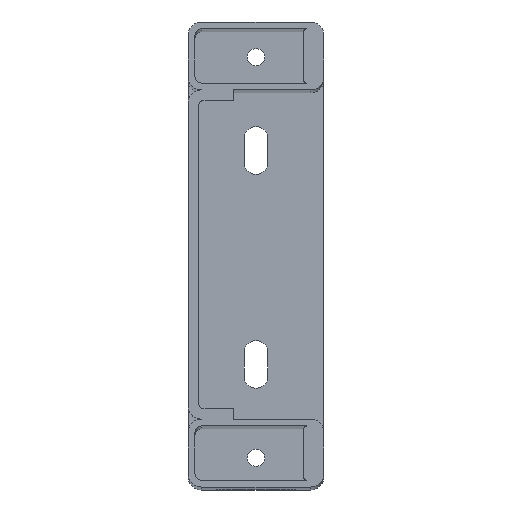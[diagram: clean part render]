
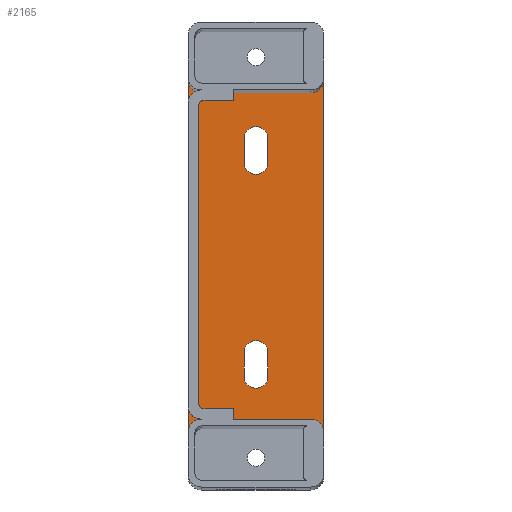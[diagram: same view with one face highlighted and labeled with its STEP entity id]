
A CAD part, top view. The second image highlights one B-rep face of the part: STEP entity #2165.
In plain terms, the highlighted planar face has unit normal (0, 0, 1).
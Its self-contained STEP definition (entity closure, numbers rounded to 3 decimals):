
#289=DIRECTION('',(1.,0.,0.));
#290=VECTOR('',#289,32.);
#291=CARTESIAN_POINT('',(-16.,-10.,0.));
#292=LINE('',#291,#290);
#413=DIRECTION('',(0.,-1.,0.));
#414=VECTOR('',#413,105.);
#415=CARTESIAN_POINT('',(-20.,-6.,0.));
#416=LINE('',#415,#414);
#425=CARTESIAN_POINT('',(16.,-111.,0.));
#426=DIRECTION('',(0.,0.,1.));
#427=DIRECTION('',(1.,0.,0.));
#428=AXIS2_PLACEMENT_3D('',#425,#426,#427);
#430=DIRECTION('',(-1.,0.,0.));
#431=VECTOR('',#430,32.);
#432=CARTESIAN_POINT('',(16.,-107.,0.));
#433=LINE('',#432,#431);
#434=CARTESIAN_POINT('',(-16.,-111.,0.));
#435=DIRECTION('',(0.,0.,1.));
#436=DIRECTION('',(0.,1.,0.));
#437=AXIS2_PLACEMENT_3D('',#434,#435,#436);
#495=DIRECTION('',(0.,1.,0.));
#496=VECTOR('',#495,7.);
#497=CARTESIAN_POINT('',(-3.5,-30.5,0.));
#498=LINE('',#497,#496);
#499=CARTESIAN_POINT('',(0.,-30.5,0.));
#500=DIRECTION('',(0.,0.,-1.));
#501=DIRECTION('',(1.,0.,0.));
#502=AXIS2_PLACEMENT_3D('',#499,#500,#501);
#504=DIRECTION('',(0.,-1.,0.));
#505=VECTOR('',#504,7.);
#506=CARTESIAN_POINT('',(3.5,-23.5,0.));
#507=LINE('',#506,#505);
#508=CARTESIAN_POINT('',(0.,-23.5,0.));
#509=DIRECTION('',(0.,0.,-1.));
#510=DIRECTION('',(-1.,0.,0.));
#511=AXIS2_PLACEMENT_3D('',#508,#509,#510);
#513=CARTESIAN_POINT('',(0.,-86.5,0.));
#514=DIRECTION('',(0.,0.,-1.));
#515=DIRECTION('',(-1.,0.,0.));
#516=AXIS2_PLACEMENT_3D('',#513,#514,#515);
#518=DIRECTION('',(0.,1.,0.));
#519=VECTOR('',#518,7.);
#520=CARTESIAN_POINT('',(-3.5,-93.5,0.));
#521=LINE('',#520,#519);
#522=CARTESIAN_POINT('',(0.,-93.5,0.));
#523=DIRECTION('',(0.,0.,-1.));
#524=DIRECTION('',(1.,0.,0.));
#525=AXIS2_PLACEMENT_3D('',#522,#523,#524);
#527=DIRECTION('',(0.,-1.,0.));
#528=VECTOR('',#527,7.);
#529=CARTESIAN_POINT('',(3.5,-86.5,0.));
#530=LINE('',#529,#528);
#722=DIRECTION('',(0.,-1.,0.));
#723=VECTOR('',#722,105.);
#724=CARTESIAN_POINT('',(20.,-6.,0.));
#725=LINE('',#724,#723);
#1240=CARTESIAN_POINT('',(16.,-6.,0.));
#1241=DIRECTION('',(0.,0.,1.));
#1242=DIRECTION('',(0.,-1.,0.));
#1243=AXIS2_PLACEMENT_3D('',#1240,#1241,#1242);
#1288=CARTESIAN_POINT('',(-16.,-6.,0.));
#1289=DIRECTION('',(0.,0.,1.));
#1290=DIRECTION('',(-1.,0.,0.));
#1291=AXIS2_PLACEMENT_3D('',#1288,#1289,#1290);
#1331=CARTESIAN_POINT('',(16.,-10.,0.));
#1332=VERTEX_POINT('',#1331);
#1333=CARTESIAN_POINT('',(20.,-6.,0.));
#1334=VERTEX_POINT('',#1333);
#1335=CARTESIAN_POINT('',(-20.,-6.,0.));
#1336=VERTEX_POINT('',#1335);
#1343=CARTESIAN_POINT('',(-16.,-10.,0.));
#1344=VERTEX_POINT('',#1343);
#1393=CARTESIAN_POINT('',(20.,-111.,0.));
#1394=CARTESIAN_POINT('',(16.,-107.,0.));
#1395=VERTEX_POINT('',#1393);
#1396=VERTEX_POINT('',#1394);
#1397=CARTESIAN_POINT('',(-16.,-107.,0.));
#1398=VERTEX_POINT('',#1397);
#1399=CARTESIAN_POINT('',(-20.,-111.,0.));
#1400=VERTEX_POINT('',#1399);
#1649=CARTESIAN_POINT('',(-3.5,-30.5,0.));
#1650=CARTESIAN_POINT('',(-3.5,-23.5,0.));
#1651=VERTEX_POINT('',#1649);
#1652=VERTEX_POINT('',#1650);
#1653=CARTESIAN_POINT('',(3.5,-23.5,0.));
#1654=VERTEX_POINT('',#1653);
#1655=CARTESIAN_POINT('',(3.5,-30.5,0.));
#1656=VERTEX_POINT('',#1655);
#1657=CARTESIAN_POINT('',(-3.5,-86.5,0.));
#1658=CARTESIAN_POINT('',(3.5,-86.5,0.));
#1659=VERTEX_POINT('',#1657);
#1660=VERTEX_POINT('',#1658);
#1661=CARTESIAN_POINT('',(3.5,-93.5,0.));
#1662=VERTEX_POINT('',#1661);
#1663=CARTESIAN_POINT('',(-3.5,-93.5,0.));
#1664=VERTEX_POINT('',#1663);
#2126=CARTESIAN_POINT('',(20.,10.,0.));
#2127=DIRECTION('',(0.,0.,1.));
#2128=DIRECTION('',(0.,-1.,0.));
#2129=AXIS2_PLACEMENT_3D('',#2126,#2127,#2128);
#2130=PLANE('',#2129);
#2132=ORIENTED_EDGE('',*,*,#2131,.T.);
#2133=ORIENTED_EDGE('',*,*,#1825,.T.);
#2134=ORIENTED_EDGE('',*,*,#2069,.T.);
#2135=ORIENTED_EDGE('',*,*,#2080,.F.);
#2137=ORIENTED_EDGE('',*,*,#2136,.T.);
#2138=ORIENTED_EDGE('',*,*,#1895,.T.);
#2140=ORIENTED_EDGE('',*,*,#2139,.T.);
#2142=ORIENTED_EDGE('',*,*,#2141,.T.);
#2143=EDGE_LOOP('',(#2132,#2133,#2134,#2135,#2137,#2138,#2140,#2142));
#2144=FACE_OUTER_BOUND('',#2143,.F.);
#2146=ORIENTED_EDGE('',*,*,#2145,.F.);
#2148=ORIENTED_EDGE('',*,*,#2147,.F.);
#2150=ORIENTED_EDGE('',*,*,#2149,.F.);
#2152=ORIENTED_EDGE('',*,*,#2151,.F.);
#2153=EDGE_LOOP('',(#2146,#2148,#2150,#2152));
#2154=FACE_BOUND('',#2153,.F.);
#2156=ORIENTED_EDGE('',*,*,#2155,.F.);
#2158=ORIENTED_EDGE('',*,*,#2157,.F.);
#2160=ORIENTED_EDGE('',*,*,#2159,.F.);
#2162=ORIENTED_EDGE('',*,*,#2161,.F.);
#2163=EDGE_LOOP('',(#2156,#2158,#2160,#2162));
#2164=FACE_BOUND('',#2163,.F.);
#2165=ADVANCED_FACE('',(#2144,#2154,#2164),#2130,.T.);
#429=CIRCLE('',#428,4.);
#438=CIRCLE('',#437,4.);
#503=CIRCLE('',#502,3.5);
#512=CIRCLE('',#511,3.5);
#517=CIRCLE('',#516,3.5);
#526=CIRCLE('',#525,3.5);
#1244=CIRCLE('',#1243,4.);
#1292=CIRCLE('',#1291,4.);
#1825=EDGE_CURVE('',#1396,#1398,#433,.T.);
#1895=EDGE_CURVE('',#1344,#1332,#292,.T.);
#2069=EDGE_CURVE('',#1398,#1400,#438,.T.);
#2080=EDGE_CURVE('',#1336,#1400,#416,.T.);
#2131=EDGE_CURVE('',#1395,#1396,#429,.T.);
#2136=EDGE_CURVE('',#1336,#1344,#1292,.T.);
#2139=EDGE_CURVE('',#1332,#1334,#1244,.T.);
#2141=EDGE_CURVE('',#1334,#1395,#725,.T.);
#2145=EDGE_CURVE('',#1651,#1652,#498,.T.);
#2147=EDGE_CURVE('',#1656,#1651,#503,.T.);
#2149=EDGE_CURVE('',#1654,#1656,#507,.T.);
#2151=EDGE_CURVE('',#1652,#1654,#512,.T.);
#2155=EDGE_CURVE('',#1659,#1660,#517,.T.);
#2157=EDGE_CURVE('',#1664,#1659,#521,.T.);
#2159=EDGE_CURVE('',#1662,#1664,#526,.T.);
#2161=EDGE_CURVE('',#1660,#1662,#530,.T.);
